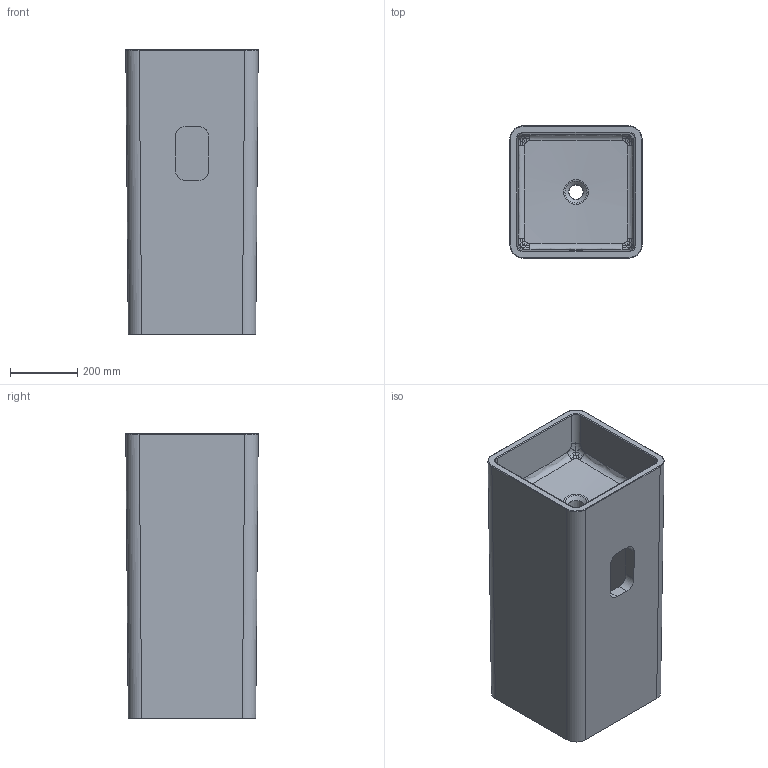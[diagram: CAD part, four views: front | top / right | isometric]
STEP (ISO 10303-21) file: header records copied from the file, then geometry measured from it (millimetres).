
FILE_DESCRIPTION(/* description */ (''),/* implementation_level */ '2;1');
FILE_NAME(/* name */ '29040012.stp',/* time_stamp */ '2023-09-12T13:36:55+08:00',/* author */ (''),/* organization */ (''),/* preprocessor_version */ 'ST-DEVELOPER v16',/* originating_system */ 'SIEMENS PLM Software NX 10.0',/* authorisation */ '');
FILE_SCHEMA (('AUTOMOTIVE_DESIGN { 1 0 10303 214 3 1 1 1 }'));
Length unit declared in the file: millimetre
Products named in the file (1): Admi88847040g7jk
Bounding box: 394.96 x 394.96 x 850 mm (x, y, z)
Volume: 33939089.4 mm3; surface area: 2560424.7 mm2
Topology: 1 solids, 1 shells, 146 faces, 359 edges, 217 vertices
Faces by surface type: bspline 86, plane 23, cylinder 18, torus 10, extrusion 4, cone 3, sphere 2
Entity records: 30413 total; most frequent: CARTESIAN_POINT 27628, ORIENTED_EDGE 700, DIRECTION 354, EDGE_CURVE 350, VERTEX_POINT 214, B_SPLINE_CURVE_WITH_KNOTS 200, EDGE_LOOP 158, ADVANCED_FACE 146
